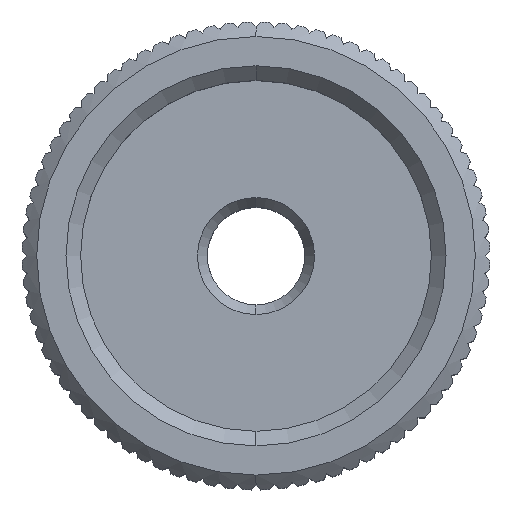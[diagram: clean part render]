
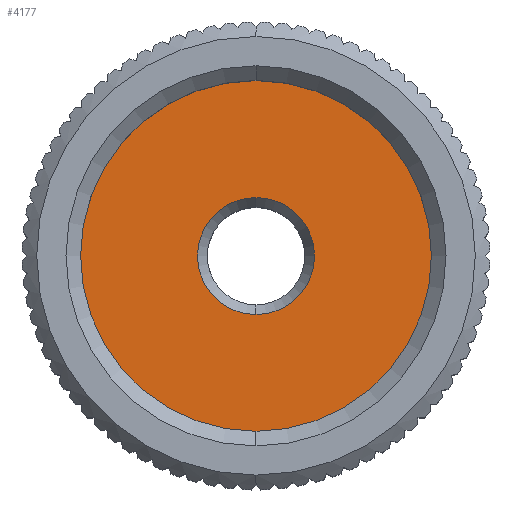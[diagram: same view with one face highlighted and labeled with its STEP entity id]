
A CAD part, top view. The second image highlights one B-rep face of the part: STEP entity #4177.
In plain terms, the highlighted planar face has unit normal (0, 0, 1).
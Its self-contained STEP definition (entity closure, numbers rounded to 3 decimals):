
#1815=VERTEX_POINT('',#4948);
#1881=EDGE_CURVE('',#2949,#4031,#5020,.T.);
#2625=EDGE_CURVE('',#1815,#4037,#5826,.T.);
#2949=VERTEX_POINT('',#6189);
#3737=EDGE_CURVE('',#4037,#1815,#7052,.T.);
#3811=EDGE_CURVE('',#4031,#2949,#7127,.T.);
#4031=VERTEX_POINT('',#7362);
#4037=VERTEX_POINT('',#7368);
#4177=ADVANCED_FACE('',(#7521,#7522),#7523,.T.);
#4948=CARTESIAN_POINT('',(0.,-3.,8.));
#5020=CIRCLE('',#8778,9.0);
#5826=CIRCLE('',#10519,3.0);
#6189=CARTESIAN_POINT('',(0.0,9.,8.));
#7052=CIRCLE('',#13107,3.0);
#7127=CIRCLE('',#13335,9.0);
#7362=CARTESIAN_POINT('',(0.,-9.,8.));
#7368=CARTESIAN_POINT('',(0.,3.,8.));
#7521=FACE_OUTER_BOUND('',#14212,.T.);
#7522=FACE_BOUND('',#14213,.T.);
#7523=PLANE('',#14214);
#8778=AXIS2_PLACEMENT_3D('',#15693,#15694,#15695);
#10519=AXIS2_PLACEMENT_3D('',#16512,#16513,#16514);
#13107=AXIS2_PLACEMENT_3D('',#17786,#17787,#17788);
#13335=AXIS2_PLACEMENT_3D('',#17818,#17819,#17820);
#14212=EDGE_LOOP('',(#18279,#18280));
#14213=EDGE_LOOP('',(#18281,#18282));
#14214=AXIS2_PLACEMENT_3D('',#18283,#18284,#18285);
#15693=CARTESIAN_POINT('',(0.0,0.,8.));
#15694=DIRECTION('',(0.0,0.,1.0));
#15695=DIRECTION('',(0.0,1.0,0.));
#16512=CARTESIAN_POINT('',(0.,0.,8.));
#16513=DIRECTION('',(0.,0.,1.0));
#16514=DIRECTION('',(0.,-1.0,0.));
#17786=CARTESIAN_POINT('',(0.,0.,8.));
#17787=DIRECTION('',(0.,0.,1.0));
#17788=DIRECTION('',(0.,-1.0,0.));
#17818=CARTESIAN_POINT('',(0.0,0.,8.));
#17819=DIRECTION('',(0.0,0.,1.0));
#17820=DIRECTION('',(0.0,1.0,0.));
#18279=ORIENTED_EDGE('',*,*,#1881,.T.);
#18280=ORIENTED_EDGE('',*,*,#3811,.T.);
#18281=ORIENTED_EDGE('',*,*,#2625,.F.);
#18282=ORIENTED_EDGE('',*,*,#3737,.F.);
#18283=CARTESIAN_POINT('',(0.,-5.625,8.));
#18284=DIRECTION('',(0.,0.,1.0));
#18285=DIRECTION('',(0.,-1.0,0.0));
